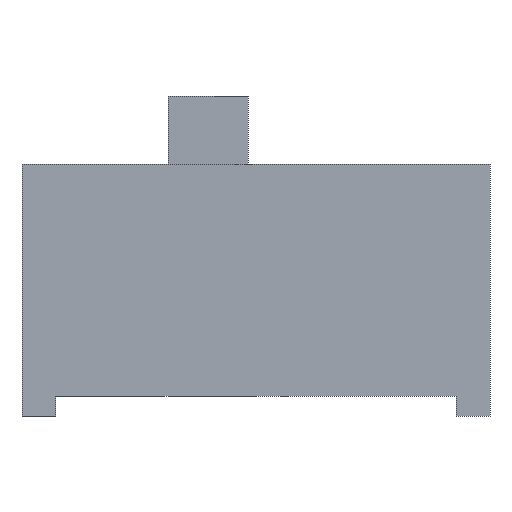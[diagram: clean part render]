
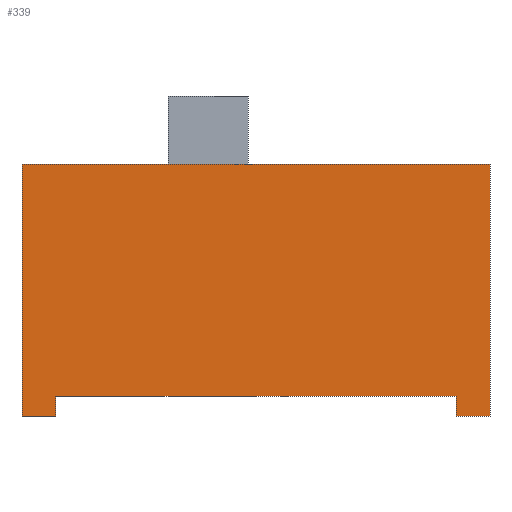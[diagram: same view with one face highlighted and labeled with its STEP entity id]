
A CAD part, front view. The second image highlights one B-rep face of the part: STEP entity #339.
In plain terms, the highlighted planar face has unit normal (0, -1, 0).
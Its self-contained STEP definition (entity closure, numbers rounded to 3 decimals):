
#21=FACE_OUTER_BOUND('',#40,.T.);
#40=EDGE_LOOP('',(#243,#244,#245,#246,#247,#248,#249,#250));
#58=LINE('',#481,#104);
#60=LINE('',#487,#106);
#63=LINE('',#492,#109);
#67=LINE('',#499,#113);
#68=LINE('',#502,#114);
#71=LINE('',#508,#117);
#72=LINE('',#510,#118);
#73=LINE('',#511,#119);
#104=VECTOR('',#393,10.);
#106=VECTOR('',#397,10.);
#109=VECTOR('',#402,10.);
#113=VECTOR('',#408,10.);
#114=VECTOR('',#411,10.);
#117=VECTOR('',#416,10.);
#118=VECTOR('',#417,10.);
#119=VECTOR('',#418,10.);
#148=VERTEX_POINT('',#475);
#150=VERTEX_POINT('',#479);
#151=VERTEX_POINT('',#483);
#153=VERTEX_POINT('',#486);
#156=VERTEX_POINT('',#497);
#157=VERTEX_POINT('',#501);
#159=VERTEX_POINT('',#507);
#160=VERTEX_POINT('',#509);
#180=EDGE_CURVE('',#148,#150,#58,.T.);
#182=EDGE_CURVE('',#153,#151,#60,.T.);
#185=EDGE_CURVE('',#150,#153,#63,.T.);
#189=EDGE_CURVE('',#156,#151,#67,.T.);
#190=EDGE_CURVE('',#148,#157,#68,.T.);
#193=EDGE_CURVE('',#159,#156,#71,.T.);
#194=EDGE_CURVE('',#159,#160,#72,.T.);
#195=EDGE_CURVE('',#160,#157,#73,.T.);
#243=ORIENTED_EDGE('',*,*,#180,.T.);
#244=ORIENTED_EDGE('',*,*,#185,.T.);
#245=ORIENTED_EDGE('',*,*,#182,.T.);
#246=ORIENTED_EDGE('',*,*,#189,.F.);
#247=ORIENTED_EDGE('',*,*,#193,.F.);
#248=ORIENTED_EDGE('',*,*,#194,.T.);
#249=ORIENTED_EDGE('',*,*,#195,.T.);
#250=ORIENTED_EDGE('',*,*,#190,.F.);
#320=PLANE('',#372);
#339=ADVANCED_FACE('',(#21),#320,.T.);
#372=AXIS2_PLACEMENT_3D('',#506,#414,#415);
#393=DIRECTION('',(0.,0.,1.));
#397=DIRECTION('',(0.,0.,-1.));
#402=DIRECTION('',(1.,0.,0.));
#408=DIRECTION('',(-1.,0.,0.));
#411=DIRECTION('',(-1.,0.,0.));
#414=DIRECTION('center_axis',(0.,-1.,0.));
#415=DIRECTION('ref_axis',(-1.,0.,0.));
#416=DIRECTION('',(0.,0.,-1.));
#417=DIRECTION('',(-1.,0.,0.));
#418=DIRECTION('',(0.,0.,-1.));
#475=CARTESIAN_POINT('',(0.85,-4.,-6.3));
#479=CARTESIAN_POINT('',(0.85,-4.,-5.8));
#481=CARTESIAN_POINT('',(0.85,-4.,-3.15));
#483=CARTESIAN_POINT('',(10.85,-4.,-6.3));
#486=CARTESIAN_POINT('',(10.85,-4.,-5.8));
#487=CARTESIAN_POINT('',(10.85,-4.,-3.15));
#492=CARTESIAN_POINT('',(8.775,-4.,-5.8));
#497=CARTESIAN_POINT('',(11.7,-4.,-6.3));
#499=CARTESIAN_POINT('',(11.7,-4.,-6.3));
#501=CARTESIAN_POINT('',(0.,-4.,-6.3));
#502=CARTESIAN_POINT('',(11.7,-4.,-6.3));
#506=CARTESIAN_POINT('Origin',(11.7,-4.,0.));
#507=CARTESIAN_POINT('',(11.7,-4.,0.));
#508=CARTESIAN_POINT('',(11.7,-4.,0.));
#509=CARTESIAN_POINT('',(0.,-4.,0.));
#510=CARTESIAN_POINT('',(11.7,-4.,0.));
#511=CARTESIAN_POINT('',(0.,-4.,0.));
